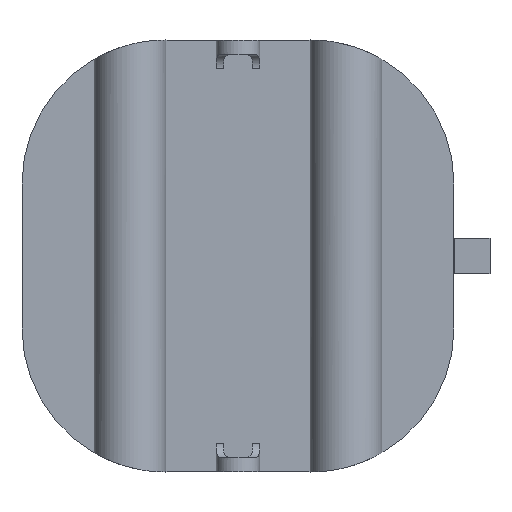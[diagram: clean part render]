
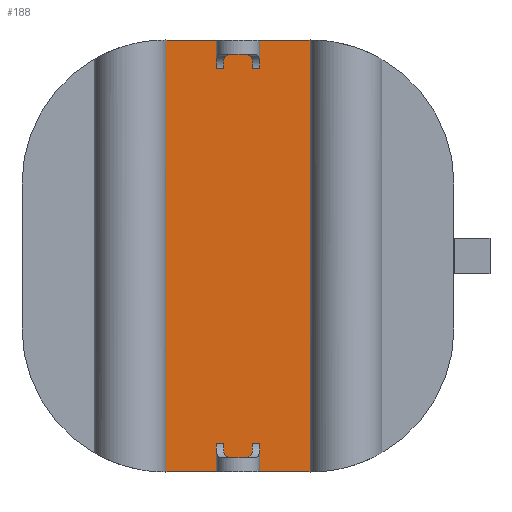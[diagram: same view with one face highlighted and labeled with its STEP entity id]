
A CAD part, front view. The second image highlights one B-rep face of the part: STEP entity #188.
In plain terms, the highlighted planar face has unit normal (0, -1, 0).
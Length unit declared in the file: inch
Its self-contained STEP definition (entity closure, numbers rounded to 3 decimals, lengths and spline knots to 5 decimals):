
#188=ADVANCED_FACE('',(#248),#223,.F.);
#223=PLANE('',#903);
#248=FACE_OUTER_BOUND('',#286,.T.);
#286=EDGE_LOOP('',(#382,#383,#384,#385,#386,#387,#388,#389,#390,#391,#392,
#393,#394,#395,#396,#397,#398,#399,#400,#401));
#382=ORIENTED_EDGE('',*,*,#680,.T.);
#383=ORIENTED_EDGE('',*,*,#648,.T.);
#384=ORIENTED_EDGE('',*,*,#681,.T.);
#385=ORIENTED_EDGE('',*,*,#666,.F.);
#386=ORIENTED_EDGE('',*,*,#682,.F.);
#387=ORIENTED_EDGE('',*,*,#652,.T.);
#388=ORIENTED_EDGE('',*,*,#683,.T.);
#389=ORIENTED_EDGE('',*,*,#643,.T.);
#390=ORIENTED_EDGE('',*,*,#684,.F.);
#391=ORIENTED_EDGE('',*,*,#641,.T.);
#392=ORIENTED_EDGE('',*,*,#685,.T.);
#393=ORIENTED_EDGE('',*,*,#654,.T.);
#394=ORIENTED_EDGE('',*,*,#686,.F.);
#395=ORIENTED_EDGE('',*,*,#663,.T.);
#396=ORIENTED_EDGE('',*,*,#687,.T.);
#397=ORIENTED_EDGE('',*,*,#646,.T.);
#398=ORIENTED_EDGE('',*,*,#688,.T.);
#399=ORIENTED_EDGE('',*,*,#634,.T.);
#400=ORIENTED_EDGE('',*,*,#689,.T.);
#401=ORIENTED_EDGE('',*,*,#637,.T.);
#560=VERTEX_POINT('',#1173);
#561=VERTEX_POINT('',#1174);
#563=VERTEX_POINT('',#1220);
#564=VERTEX_POINT('',#1222);
#565=VERTEX_POINT('',#1247);
#567=VERTEX_POINT('',#1271);
#568=VERTEX_POINT('',#1273);
#569=VERTEX_POINT('',#1275);
#572=VERTEX_POINT('',#1300);
#573=VERTEX_POINT('',#1302);
#574=VERTEX_POINT('',#1304);
#575=VERTEX_POINT('',#1306);
#578=VERTEX_POINT('',#1349);
#579=VERTEX_POINT('',#1351);
#580=VERTEX_POINT('',#1353);
#581=VERTEX_POINT('',#1355);
#588=VERTEX_POINT('',#1392);
#589=VERTEX_POINT('',#1393);
#590=VERTEX_POINT('',#1458);
#591=VERTEX_POINT('',#1459);
#634=EDGE_CURVE('',#560,#561,#748,.T.);
#637=EDGE_CURVE('',#564,#563,#749,.T.);
#641=EDGE_CURVE('',#568,#567,#750,.T.);
#643=EDGE_CURVE('',#565,#569,#751,.T.);
#646=EDGE_CURVE('',#573,#572,#752,.T.);
#648=EDGE_CURVE('',#575,#574,#753,.T.);
#652=EDGE_CURVE('',#579,#578,#754,.T.);
#654=EDGE_CURVE('',#581,#580,#755,.T.);
#663=EDGE_CURVE('',#588,#589,#761,.T.);
#666=EDGE_CURVE('',#590,#591,#762,.T.);
#680=EDGE_CURVE('',#563,#575,#764,.T.);
#681=EDGE_CURVE('',#574,#591,#765,.T.);
#682=EDGE_CURVE('',#579,#590,#766,.T.);
#683=EDGE_CURVE('',#578,#565,#767,.T.);
#684=EDGE_CURVE('',#568,#569,#768,.T.);
#685=EDGE_CURVE('',#567,#581,#769,.T.);
#686=EDGE_CURVE('',#588,#580,#770,.T.);
#687=EDGE_CURVE('',#589,#573,#771,.T.);
#688=EDGE_CURVE('',#572,#560,#772,.T.);
#689=EDGE_CURVE('',#561,#564,#773,.T.);
#748=LINE('',#1172,#816);
#749=LINE('',#1221,#817);
#750=LINE('',#1272,#818);
#751=LINE('',#1276,#819);
#752=LINE('',#1301,#820);
#753=LINE('',#1305,#821);
#754=LINE('',#1350,#822);
#755=LINE('',#1354,#823);
#761=LINE('',#1391,#829);
#762=LINE('',#1457,#830);
#764=LINE('',#1577,#832);
#765=LINE('',#1578,#833);
#766=LINE('',#1579,#834);
#767=LINE('',#1580,#835);
#768=LINE('',#1581,#836);
#769=LINE('',#1582,#837);
#770=LINE('',#1583,#838);
#771=LINE('',#1584,#839);
#772=LINE('',#1585,#840);
#773=LINE('',#1586,#841);
#816=VECTOR('',#958,1.);
#817=VECTOR('',#959,1.);
#818=VECTOR('',#964,1.);
#819=VECTOR('',#967,1.);
#820=VECTOR('',#972,1.);
#821=VECTOR('',#975,1.);
#822=VECTOR('',#980,1.);
#823=VECTOR('',#983,1.);
#829=VECTOR('',#999,1.);
#830=VECTOR('',#1002,1.);
#832=VECTOR('',#1024,1.);
#833=VECTOR('',#1025,1.);
#834=VECTOR('',#1026,1.);
#835=VECTOR('',#1027,1.);
#836=VECTOR('',#1028,1.);
#837=VECTOR('',#1029,1.);
#838=VECTOR('',#1030,1.);
#839=VECTOR('',#1031,1.);
#840=VECTOR('',#1032,1.);
#841=VECTOR('',#1033,1.);
#903=AXIS2_PLACEMENT_3D('',#1587,#1034,#1035);
#958=DIRECTION('',(0.,0.,-1.));
#959=DIRECTION('',(0.,0.,1.));
#964=DIRECTION('',(0.,0.,-1.));
#967=DIRECTION('',(0.,0.,1.));
#972=DIRECTION('',(0.,0.,1.));
#975=DIRECTION('',(0.,0.,-1.));
#980=DIRECTION('',(0.,0.,-1.));
#983=DIRECTION('',(0.,0.,1.));
#999=DIRECTION('',(0.,0.,-1.));
#1002=DIRECTION('',(0.,0.,-1.));
#1024=DIRECTION('',(1.,0.,0.));
#1025=DIRECTION('',(1.,0.,0.));
#1026=DIRECTION('',(1.,0.,0.));
#1027=DIRECTION('',(-1.,0.,0.));
#1028=DIRECTION('',(1.,0.,0.));
#1029=DIRECTION('',(-1.,0.,0.));
#1030=DIRECTION('',(1.,0.,0.));
#1031=DIRECTION('',(1.,0.,0.));
#1032=DIRECTION('',(1.,0.,0.));
#1033=DIRECTION('',(1.,0.,0.));
#1034=DIRECTION('',(0.,1.,0.));
#1035=DIRECTION('',(0.,0.,1.));
#1172=CARTESIAN_POINT('',(0.65,0.,3.));
#1173=CARTESIAN_POINT('',(0.65,0.,0.2));
#1174=CARTESIAN_POINT('',(0.65,0.,0.));
#1220=CARTESIAN_POINT('',(0.85,0.,0.2));
#1221=CARTESIAN_POINT('',(0.85,0.,3.));
#1222=CARTESIAN_POINT('',(0.85,0.,0.));
#1247=CARTESIAN_POINT('',(0.85,0.,2.8));
#1271=CARTESIAN_POINT('',(0.65,0.,2.8));
#1272=CARTESIAN_POINT('',(0.65,0.,3.));
#1273=CARTESIAN_POINT('',(0.65,0.,3.));
#1275=CARTESIAN_POINT('',(0.85,0.,3.));
#1276=CARTESIAN_POINT('',(0.85,0.,3.));
#1300=CARTESIAN_POINT('',(0.6,0.,0.2));
#1301=CARTESIAN_POINT('',(0.6,0.,3.));
#1302=CARTESIAN_POINT('',(0.6,0.,0.));
#1304=CARTESIAN_POINT('',(0.9,0.,0.));
#1305=CARTESIAN_POINT('',(0.9,0.,3.));
#1306=CARTESIAN_POINT('',(0.9,0.,0.2));
#1349=CARTESIAN_POINT('',(0.9,0.,2.8));
#1350=CARTESIAN_POINT('',(0.9,0.,3.));
#1351=CARTESIAN_POINT('',(0.9,0.,3.));
#1353=CARTESIAN_POINT('',(0.6,0.,3.));
#1354=CARTESIAN_POINT('',(0.6,0.,3.));
#1355=CARTESIAN_POINT('',(0.6,0.,2.8));
#1391=CARTESIAN_POINT('',(0.25,0.,3.));
#1392=CARTESIAN_POINT('',(0.25,0.,3.));
#1393=CARTESIAN_POINT('',(0.25,0.,0.));
#1457=CARTESIAN_POINT('',(1.25,0.,3.));
#1458=CARTESIAN_POINT('',(1.25,0.,3.));
#1459=CARTESIAN_POINT('',(1.25,0.,0.));
#1577=CARTESIAN_POINT('',(0.65,0.,0.2));
#1578=CARTESIAN_POINT('',(0.9,0.,0.));
#1579=CARTESIAN_POINT('',(0.9,0.,3.));
#1580=CARTESIAN_POINT('',(0.65,0.,2.8));
#1581=CARTESIAN_POINT('',(0.65,0.,3.));
#1582=CARTESIAN_POINT('',(0.65,0.,2.8));
#1583=CARTESIAN_POINT('',(0.25,0.,3.));
#1584=CARTESIAN_POINT('',(0.25,0.,0.));
#1585=CARTESIAN_POINT('',(0.65,0.,0.2));
#1586=CARTESIAN_POINT('',(0.65,0.,0.));
#1587=CARTESIAN_POINT('',(0.65,0.,3.));
